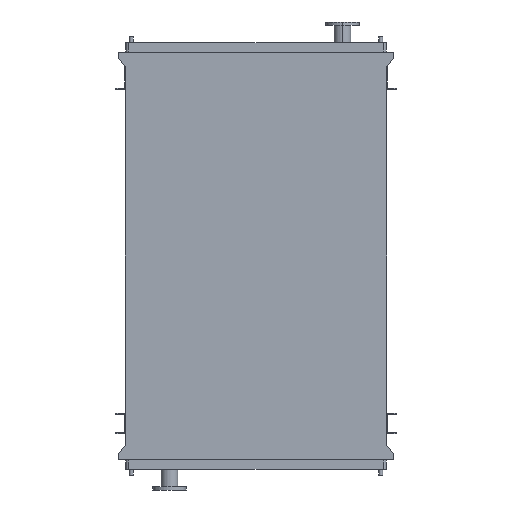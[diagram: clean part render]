
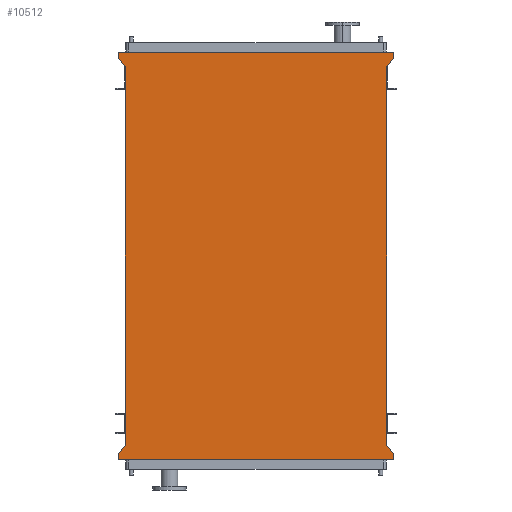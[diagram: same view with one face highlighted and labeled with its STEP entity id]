
A CAD part, front view. The second image highlights one B-rep face of the part: STEP entity #10512.
In plain terms, the highlighted planar face has unit normal (0, -1, 0).
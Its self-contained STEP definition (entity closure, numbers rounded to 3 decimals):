
#558 = VERTEX_POINT ( 'NONE', #2057 ) ;
#595 = CARTESIAN_POINT ( 'NONE',  ( 891., 0., -2503. ) ) ;
#630 = LINE ( 'NONE', #11870, #2755 ) ;
#717 = VECTOR ( 'NONE', #14033, 1000. ) ;
#1124 = VERTEX_POINT ( 'NONE', #12295 ) ;
#1160 = ORIENTED_EDGE ( 'NONE', *, *, #10507, .F. ) ;
#1330 = DIRECTION ( 'NONE',  ( 0., 0., -1. ) ) ;
#1990 = LINE ( 'NONE', #3271, #717 ) ;
#2057 = CARTESIAN_POINT ( 'NONE',  ( 891., 0., -2545. ) ) ;
#2078 = EDGE_CURVE ( 'NONE', #6286, #3999, #13508, .T. ) ;
#2179 = VECTOR ( 'NONE', #10934, 1000. ) ;
#2638 = LINE ( 'NONE', #6072, #2179 ) ;
#2755 = VECTOR ( 'NONE', #4629, 1000. ) ;
#3008 = EDGE_CURVE ( 'NONE', #14011, #3999, #8675, .T. ) ;
#3038 = VECTOR ( 'NONE', #11165, 1000. ) ;
#3225 = CARTESIAN_POINT ( 'NONE',  ( 845., 0., 0. ) ) ;
#3244 = LINE ( 'NONE', #14323, #6010 ) ;
#3271 = CARTESIAN_POINT ( 'NONE',  ( -845., 0., 0. ) ) ;
#3568 = EDGE_CURVE ( 'NONE', #4309, #3980, #3244, .T. ) ;
#3608 = ORIENTED_EDGE ( 'NONE', *, *, #3568, .F. ) ;
#3873 = ORIENTED_EDGE ( 'NONE', *, *, #12648, .F. ) ;
#3882 = DIRECTION ( 'NONE',  ( -0.655, 0., -0.755 ) ) ;
#3980 = VERTEX_POINT ( 'NONE', #8241 ) ;
#3999 = VERTEX_POINT ( 'NONE', #3225 ) ;
#4033 = DIRECTION ( 'NONE',  ( 0., 0., -1. ) ) ;
#4309 = VERTEX_POINT ( 'NONE', #13732 ) ;
#4629 = DIRECTION ( 'NONE',  ( 0., 0., 1. ) ) ;
#4715 = DIRECTION ( 'NONE',  ( 0., 0., 1. ) ) ;
#4795 = CARTESIAN_POINT ( 'NONE',  ( -845., 0., -2450. ) ) ;
#4838 = CARTESIAN_POINT ( 'NONE',  ( 891., 0., 53. ) ) ;
#5116 = CARTESIAN_POINT ( 'NONE',  ( -891., 0., -2545. ) ) ;
#5510 = ORIENTED_EDGE ( 'NONE', *, *, #8944, .F. ) ;
#5532 = EDGE_LOOP ( 'NONE', ( #14204, #12249, #13576, #3608, #11068, #6483, #3873, #5510, #13219, #6045, #13516, #1160 ) ) ;
#5604 = LINE ( 'NONE', #14196, #8039 ) ;
#5812 = VERTEX_POINT ( 'NONE', #5116 ) ;
#5916 = DIRECTION ( 'NONE',  ( 0., 0., -1. ) ) ;
#6010 = VECTOR ( 'NONE', #13201, 1000. ) ;
#6045 = ORIENTED_EDGE ( 'NONE', *, *, #6262, .F. ) ;
#6072 = CARTESIAN_POINT ( 'NONE',  ( 891., 0., -2503. ) ) ;
#6107 = CARTESIAN_POINT ( 'NONE',  ( 845., 0., -2450. ) ) ;
#6262 = EDGE_CURVE ( 'NONE', #558, #5812, #15365, .T. ) ;
#6286 = VERTEX_POINT ( 'NONE', #9289 ) ;
#6483 = ORIENTED_EDGE ( 'NONE', *, *, #7865, .F. ) ;
#6499 = LINE ( 'NONE', #15117, #7789 ) ;
#7032 = LINE ( 'NONE', #12040, #11399 ) ;
#7783 = EDGE_CURVE ( 'NONE', #5812, #11345, #630, .T. ) ;
#7789 = VECTOR ( 'NONE', #4033, 1000. ) ;
#7865 = EDGE_CURVE ( 'NONE', #1124, #9285, #1990, .T. ) ;
#8039 = VECTOR ( 'NONE', #9422, 1000. ) ;
#8241 = CARTESIAN_POINT ( 'NONE',  ( 891., 0., 95. ) ) ;
#8447 = LINE ( 'NONE', #9972, #3038 ) ;
#8675 = LINE ( 'NONE', #8824, #12095 ) ;
#8824 = CARTESIAN_POINT ( 'NONE',  ( 845., 0., -2450. ) ) ;
#8944 = EDGE_CURVE ( 'NONE', #11345, #13227, #8447, .T. ) ;
#9243 = EDGE_CURVE ( 'NONE', #13831, #558, #15779, .T. ) ;
#9285 = VERTEX_POINT ( 'NONE', #15699 ) ;
#9289 = CARTESIAN_POINT ( 'NONE',  ( 891., 0., 53. ) ) ;
#9422 = DIRECTION ( 'NONE',  ( 0., 0., 1. ) ) ;
#9795 = VECTOR ( 'NONE', #3882, 1000. ) ;
#9972 = CARTESIAN_POINT ( 'NONE',  ( -845., 0., -2450. ) ) ;
#10362 = EDGE_CURVE ( 'NONE', #9285, #4309, #5604, .T. ) ;
#10507 = EDGE_CURVE ( 'NONE', #14011, #13831, #2638, .T. ) ;
#10512 = ADVANCED_FACE ( 'NONE', ( #11083 ), #10851, .T. ) ;
#10851 = PLANE ( 'NONE',  #13888 ) ;
#10934 = DIRECTION ( 'NONE',  ( 0.655, 0., -0.755 ) ) ;
#10963 = EDGE_CURVE ( 'NONE', #3980, #6286, #6499, .T. ) ;
#10992 = DIRECTION ( 'NONE',  ( 0., 0., 1. ) ) ;
#11068 = ORIENTED_EDGE ( 'NONE', *, *, #10362, .F. ) ;
#11083 = FACE_OUTER_BOUND ( 'NONE', #5532, .T. ) ;
#11165 = DIRECTION ( 'NONE',  ( 0.655, 0., 0.755 ) ) ;
#11270 = CARTESIAN_POINT ( 'NONE',  ( -891., 0., -2503. ) ) ;
#11345 = VERTEX_POINT ( 'NONE', #11270 ) ;
#11399 = VECTOR ( 'NONE', #4715, 1000. ) ;
#11418 = VECTOR ( 'NONE', #14150, 1000. ) ;
#11870 = CARTESIAN_POINT ( 'NONE',  ( -891., 0., -2503. ) ) ;
#12040 = CARTESIAN_POINT ( 'NONE',  ( -845., 0., -2450. ) ) ;
#12095 = VECTOR ( 'NONE', #10992, 1000. ) ;
#12249 = ORIENTED_EDGE ( 'NONE', *, *, #2078, .F. ) ;
#12257 = CARTESIAN_POINT ( 'NONE',  ( 891., 0., -2545. ) ) ;
#12295 = CARTESIAN_POINT ( 'NONE',  ( -845., 0., 0. ) ) ;
#12648 = EDGE_CURVE ( 'NONE', #13227, #1124, #7032, .T. ) ;
#13201 = DIRECTION ( 'NONE',  ( 1., 0., 0. ) ) ;
#13219 = ORIENTED_EDGE ( 'NONE', *, *, #7783, .F. ) ;
#13227 = VERTEX_POINT ( 'NONE', #15791 ) ;
#13385 = DIRECTION ( 'NONE',  ( 0., -1., 0. ) ) ;
#13508 = LINE ( 'NONE', #4838, #9795 ) ;
#13516 = ORIENTED_EDGE ( 'NONE', *, *, #9243, .F. ) ;
#13576 = ORIENTED_EDGE ( 'NONE', *, *, #10963, .F. ) ;
#13732 = CARTESIAN_POINT ( 'NONE',  ( -891., 0., 95. ) ) ;
#13831 = VERTEX_POINT ( 'NONE', #595 ) ;
#13888 = AXIS2_PLACEMENT_3D ( 'NONE', #4795, #13385, #5916 ) ;
#14011 = VERTEX_POINT ( 'NONE', #6107 ) ;
#14033 = DIRECTION ( 'NONE',  ( -0.655, 0., 0.755 ) ) ;
#14150 = DIRECTION ( 'NONE',  ( -1., 0., 0. ) ) ;
#14196 = CARTESIAN_POINT ( 'NONE',  ( -891., 0., 53. ) ) ;
#14204 = ORIENTED_EDGE ( 'NONE', *, *, #3008, .T. ) ;
#14323 = CARTESIAN_POINT ( 'NONE',  ( -891., 0., 95. ) ) ;
#14502 = VECTOR ( 'NONE', #1330, 1000. ) ;
#15117 = CARTESIAN_POINT ( 'NONE',  ( 891., 0., 95. ) ) ;
#15209 = CARTESIAN_POINT ( 'NONE',  ( -891., 0., -2545. ) ) ;
#15365 = LINE ( 'NONE', #15209, #11418 ) ;
#15699 = CARTESIAN_POINT ( 'NONE',  ( -891., 0., 53. ) ) ;
#15779 = LINE ( 'NONE', #12257, #14502 ) ;
#15791 = CARTESIAN_POINT ( 'NONE',  ( -845., 0., -2450. ) ) ;
